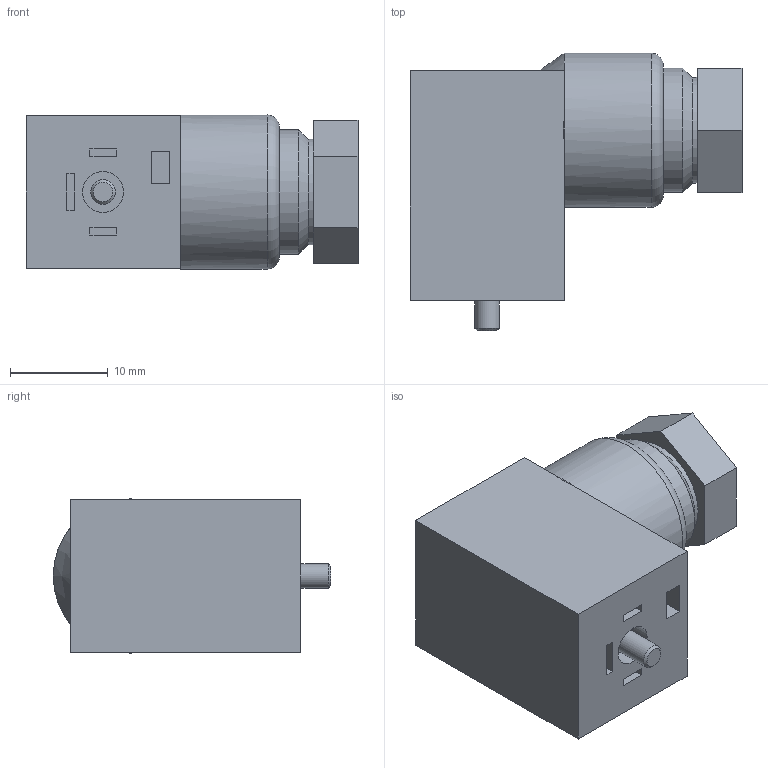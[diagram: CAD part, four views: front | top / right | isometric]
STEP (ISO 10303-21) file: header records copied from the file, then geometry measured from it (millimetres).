
FILE_DESCRIPTION(/* description */ ('Unknown'),/* implementation_level */ '2;1');
FILE_NAME(/* name */ '315.11',/* time_stamp */ '2017-10-03T10:49:11-04:00',/* author */ ('Unknown'),/* organization */ ('Unknown'),/* preprocessor_version */ 'ST-DEVELOPER v16.7',/* originating_system */ 'DEX',/* authorisation */ $);
FILE_SCHEMA (('AUTOMOTIVE_DESIGN {1 0 10303 214 3 1 1}'));
Length unit declared in the file: millimetre
Products named in the file (1): 315.11
Bounding box: 33.94 x 28.36 x 15.75 mm (x, y, z)
Volume: 7420.5 mm3; surface area: 3824.4 mm2
Topology: 1 solids, 1 shells, 64 faces, 152 edges, 101 vertices
Faces by surface type: plane 47, cylinder 11, cone 5, torus 1
Full cylindrical faces by diameter (mm): 2.5 x1, 4.19 x1, 6.99 x1, 10.54 x1, 10.795 x1, 12.7 x1, 15.748 x1
Entity records: 1788 total; most frequent: CARTESIAN_POINT 314, DIRECTION 294, ORIENTED_EDGE 276, EDGE_CURVE 138, LINE 104, VECTOR 104, VERTEX_POINT 97, AXIS2_PLACEMENT_3D 95
